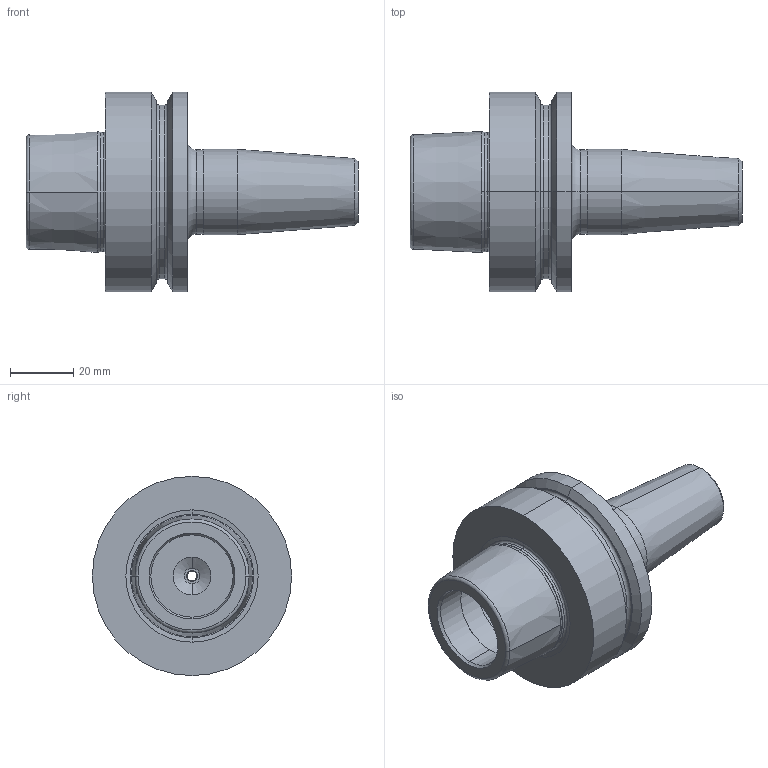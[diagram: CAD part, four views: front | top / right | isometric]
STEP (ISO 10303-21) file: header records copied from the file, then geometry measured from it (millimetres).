
FILE_DESCRIPTION (( 'STEP AP214' ), '1' );
FILE_NAME ('12.10.2018_171.05.071.004.STEP', '2018-10-12T07:14:00', ( '' ), ( '' ), 'SwSTEP 2.0', 'SolidWorks 2014', '' );
FILE_SCHEMA (( 'AUTOMOTIVE_DESIGN' ));
Length unit declared in the file: millimetre
Products named in the file (1): 12.10.2018_171.05.071.004
Bounding box: 105 x 63 x 63 mm (x, y, z)
Volume: 106024.8 mm3; surface area: 24213.2 mm2
Topology: 2 solids, 2 shells, 142 faces, 295 edges, 166 vertices
Faces by surface type: plane 45, cone 41, cylinder 36, torus 20
Entity records: 5396 total; most frequent: DIRECTION 721, CARTESIAN_POINT 703, ORIENTED_EDGE 590, AXIS2_PLACEMENT_3D 302, EDGE_CURVE 295, VERTEX_POINT 166, CIRCLE 159, EDGE_LOOP 155
